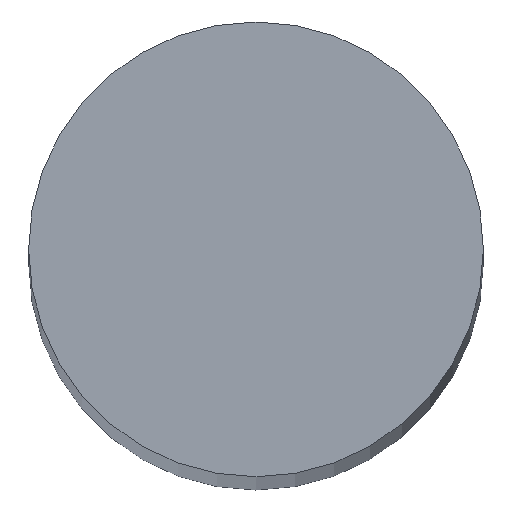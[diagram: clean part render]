
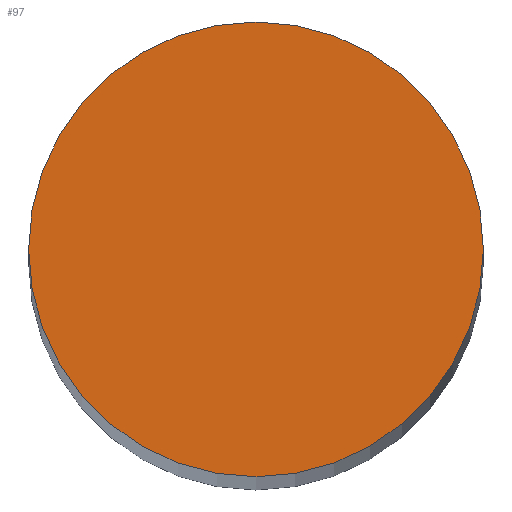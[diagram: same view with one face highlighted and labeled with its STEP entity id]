
A CAD part, top view. The second image highlights one B-rep face of the part: STEP entity #97.
In plain terms, the highlighted planar face has unit normal (0, 0, 1).
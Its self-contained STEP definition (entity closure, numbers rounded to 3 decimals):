
#10 = EDGE_CURVE ( 'NONE', #66, #66, #29, .T. ) ;
#13 = AXIS2_PLACEMENT_3D ( 'NONE', #47, #53, #52 ) ;
#15 = AXIS2_PLACEMENT_3D ( 'NONE', #62, #67, #68 ) ;
#29 = CIRCLE ( 'NONE', #13, 30. ) ;
#33 = FACE_OUTER_BOUND ( 'NONE', #43, .T. ) ;
#37 = ORIENTED_EDGE ( 'NONE', *, *, #10, .T. ) ;
#43 = EDGE_LOOP ( 'NONE', ( #37 ) ) ;
#47 = CARTESIAN_POINT ( 'NONE',  ( 0., 0., 0. ) ) ;
#52 = DIRECTION ( 'NONE',  ( 1., 0., 0. ) ) ;
#53 = DIRECTION ( 'NONE',  ( 0., 0., 1. ) ) ;
#57 = PLANE ( 'NONE',  #15 ) ;
#62 = CARTESIAN_POINT ( 'NONE',  ( 0., 30., 0. ) ) ;
#66 = VERTEX_POINT ( 'NONE', #73 ) ;
#67 = DIRECTION ( 'NONE',  ( 0., 0., -1. ) ) ;
#68 = DIRECTION ( 'NONE',  ( -1., 0., 0. ) ) ;
#73 = CARTESIAN_POINT ( 'NONE',  ( 30., 0., 0. ) ) ;
#97 = ADVANCED_FACE ( 'NONE', ( #33 ), #57, .F. ) ;
